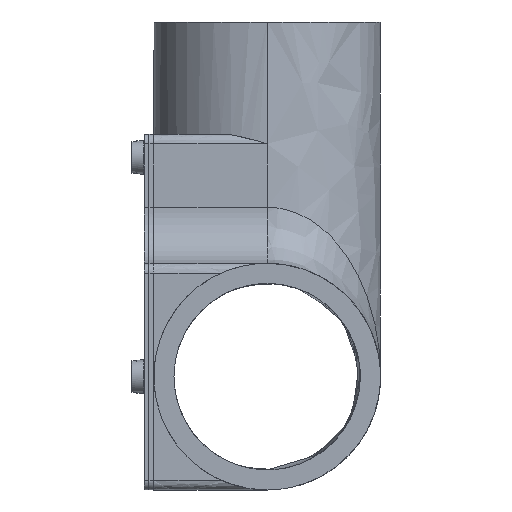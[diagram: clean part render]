
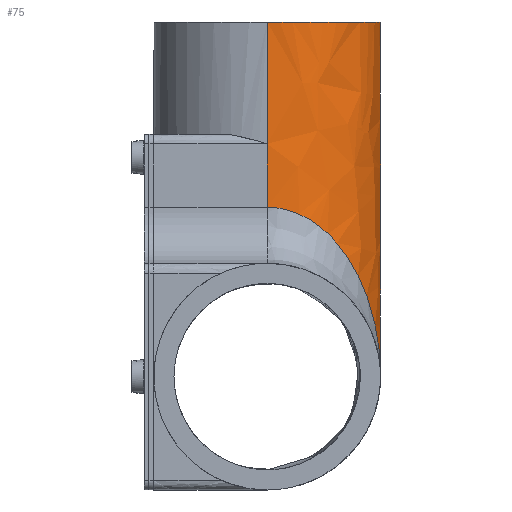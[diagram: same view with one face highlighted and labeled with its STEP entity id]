
A CAD part, left-side view. The second image highlights one B-rep face of the part: STEP entity #75.
In plain terms, the highlighted free-form (B-spline) face has degree [2, 1] with [9, 2] control points.
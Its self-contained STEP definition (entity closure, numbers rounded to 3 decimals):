
#75=ADVANCED_FACE('',(#233),#2446,.T.);
#233=FACE_OUTER_BOUND('',#394,.T.);
#394=EDGE_LOOP('',(#715,#716,#717,#718,#719,#720,#721));
#715=ORIENTED_EDGE('',*,*,#1401,.T.);
#716=ORIENTED_EDGE('',*,*,#1417,.F.);
#717=ORIENTED_EDGE('',*,*,#1419,.F.);
#718=ORIENTED_EDGE('',*,*,#1475,.T.);
#719=ORIENTED_EDGE('',*,*,#1463,.T.);
#720=ORIENTED_EDGE('',*,*,#1418,.F.);
#721=ORIENTED_EDGE('',*,*,#1420,.F.);
#1401=EDGE_CURVE('',#2188,#2135,#1965,.T.);
#1417=EDGE_CURVE('',#2185,#2135,#1974,.T.);
#1418=EDGE_CURVE('',#2184,#2186,#1763,.T.);
#1419=EDGE_CURVE('',#2187,#2185,#1764,.T.);
#1420=EDGE_CURVE('',#2188,#2184,#1975,.T.);
#1463=EDGE_CURVE('',#2177,#2186,#1985,.T.);
#1475=EDGE_CURVE('',#2187,#2177,#1995,.T.);
#1763=B_SPLINE_CURVE_WITH_KNOTS('',1,(#4698,#4699),.UNSPECIFIED.,.F.,.F.,
(2,2),(-13.,0.),.UNSPECIFIED.);
#1764=B_SPLINE_CURVE_WITH_KNOTS('',1,(#4700,#4701),.UNSPECIFIED.,.F.,.F.,
(2,2),(0.,13.),.UNSPECIFIED.);
#1965=(
BOUNDED_CURVE()
B_SPLINE_CURVE(2,(#4601,#4602,#4603,#4604,#4605),.UNSPECIFIED.,.F.,.F.)
B_SPLINE_CURVE_WITH_KNOTS((3,2,3),(109.563,146.084,182.605),
 .UNSPECIFIED.)
CURVE()
GEOMETRIC_REPRESENTATION_ITEM()
RATIONAL_B_SPLINE_CURVE((1.,0.707,1.,0.707,1.))
REPRESENTATION_ITEM('')
);
#1974=(
BOUNDED_CURVE()
B_SPLINE_CURVE(1,(#4696,#4697),.UNSPECIFIED.,.F.,.F.)
B_SPLINE_CURVE_WITH_KNOTS((2,2),(-24.,-3.31),.UNSPECIFIED.)
CURVE()
GEOMETRIC_REPRESENTATION_ITEM()
RATIONAL_B_SPLINE_CURVE((1.,1.))
REPRESENTATION_ITEM('')
);
#1975=(
BOUNDED_CURVE()
B_SPLINE_CURVE(1,(#4702,#4703),.UNSPECIFIED.,.F.,.F.)
B_SPLINE_CURVE_WITH_KNOTS((2,2),(3.31,24.),.UNSPECIFIED.)
CURVE()
GEOMETRIC_REPRESENTATION_ITEM()
RATIONAL_B_SPLINE_CURVE((1.,1.))
REPRESENTATION_ITEM('')
);
#1985=(
BOUNDED_CURVE()
B_SPLINE_CURVE(3,(#4917,#4918,#4919,#4920,#4921,#4922,#4923,#4924,#4925,
#4926,#4927,#4928,#4929,#4930,#4931,#4932,#4933,#4934,#4935,#4936,#4937,
#4938,#4939,#4940,#4941,#4942),.UNSPECIFIED.,.F.,.F.)
B_SPLINE_CURVE_WITH_KNOTS((4,2,2,2,2,2,2,2,2,2,2,2,4),(0.,6.522,
13.045,19.567,26.09,29.351,32.612,
35.874,39.135,42.396,45.657,48.919,
52.18),.UNSPECIFIED.)
CURVE()
GEOMETRIC_REPRESENTATION_ITEM()
RATIONAL_B_SPLINE_CURVE((1.,1.,1.,1.,1.,1.,1.,1.,1.,1.,1.,1.,1.,1.,1.,1.,
1.,1.,1.,1.,1.,1.,1.,1.,1.,1.))
REPRESENTATION_ITEM('')
);
#1995=(
BOUNDED_CURVE()
B_SPLINE_CURVE(3,(#5020,#5021,#5022,#5023,#5024,#5025,#5026,#5027,#5028,
#5029,#5030,#5031,#5032,#5033,#5034,#5035,#5036,#5037,#5038,#5039,#5040,
#5041,#5042,#5043,#5044,#5045),.UNSPECIFIED.,.F.,.F.)
B_SPLINE_CURVE_WITH_KNOTS((4,2,2,2,2,2,2,2,2,2,2,2,4),(-52.18,
-48.919,-45.657,-42.396,-39.135,-35.874,
-32.612,-29.351,-26.09,-19.567,
-13.045,-6.522,0.),.UNSPECIFIED.)
CURVE()
GEOMETRIC_REPRESENTATION_ITEM()
RATIONAL_B_SPLINE_CURVE((1.,1.,1.,1.,1.,1.,1.,1.,1.,1.,1.,1.,1.,1.,1.,1.,
1.,1.,1.,1.,1.,1.,1.,1.,1.,1.))
REPRESENTATION_ITEM('')
);
#2135=VERTEX_POINT('',#3806);
#2177=VERTEX_POINT('',#3848);
#2184=VERTEX_POINT('',#3855);
#2185=VERTEX_POINT('',#3856);
#2186=VERTEX_POINT('',#3857);
#2187=VERTEX_POINT('',#3858);
#2188=VERTEX_POINT('',#3859);
#2446=(
BOUNDED_SURFACE()
B_SPLINE_SURFACE(2,1,((#3399,#3400),(#3401,#3402),(#3403,#3404),(#3405,
#3406),(#3407,#3408),(#3409,#3410),(#3411,#3412),(#3413,#3414),(#3415,#3416)),
 .UNSPECIFIED.,.T.,.F.,.F.)
B_SPLINE_SURFACE_WITH_KNOTS((3,2,2,2,3),(2,2),(0.,36.521,73.042,
109.563,146.084),(0.,86.102),.UNSPECIFIED.)
GEOMETRIC_REPRESENTATION_ITEM()
RATIONAL_B_SPLINE_SURFACE(((1.,1.),(0.707,0.707),
(1.,1.),(0.707,0.707),(1.,1.),(0.707,
0.707),(1.,1.),(0.707,0.707),(1.,1.)))
REPRESENTATION_ITEM('')
SURFACE()
);
#3399=CARTESIAN_POINT('',(-78.,23.25,98.051));
#3400=CARTESIAN_POINT('',(-78.,23.25,11.949));
#3401=CARTESIAN_POINT('',(-54.75,23.25,98.051));
#3402=CARTESIAN_POINT('',(-54.75,23.25,11.949));
#3403=CARTESIAN_POINT('',(-54.75,0.,98.051));
#3404=CARTESIAN_POINT('',(-54.75,0.,11.949));
#3405=CARTESIAN_POINT('',(-54.75,-23.25,98.051));
#3406=CARTESIAN_POINT('',(-54.75,-23.25,11.949));
#3407=CARTESIAN_POINT('',(-78.,-23.25,98.051));
#3408=CARTESIAN_POINT('',(-78.,-23.25,11.949));
#3409=CARTESIAN_POINT('',(-101.25,-23.25,98.051));
#3410=CARTESIAN_POINT('',(-101.25,-23.25,11.949));
#3411=CARTESIAN_POINT('',(-101.25,0.,98.051));
#3412=CARTESIAN_POINT('',(-101.25,0.,11.949));
#3413=CARTESIAN_POINT('',(-101.25,23.25,98.051));
#3414=CARTESIAN_POINT('',(-101.25,23.25,11.949));
#3415=CARTESIAN_POINT('',(-78.,23.25,98.051));
#3416=CARTESIAN_POINT('',(-78.,23.25,11.949));
#3806=CARTESIAN_POINT('',(-101.25,0.,91.875));
#3848=CARTESIAN_POINT('',(-78.,-23.25,19.125));
#3855=CARTESIAN_POINT('',(-54.75,0.,66.875));
#3856=CARTESIAN_POINT('',(-101.25,0.,66.875));
#3857=CARTESIAN_POINT('',(-54.75,0.,53.875));
#3858=CARTESIAN_POINT('',(-101.25,0.,53.875));
#3859=CARTESIAN_POINT('',(-54.75,0.,91.875));
#4601=CARTESIAN_POINT('',(-54.75,0.,91.875));
#4602=CARTESIAN_POINT('',(-54.75,-23.25,91.875));
#4603=CARTESIAN_POINT('',(-78.,-23.25,91.875));
#4604=CARTESIAN_POINT('',(-101.25,-23.25,91.875));
#4605=CARTESIAN_POINT('',(-101.25,0.,91.875));
#4696=CARTESIAN_POINT('',(-101.25,0.,66.875));
#4697=CARTESIAN_POINT('',(-101.25,0.,91.875));
#4698=CARTESIAN_POINT('',(-54.75,0.,66.875));
#4699=CARTESIAN_POINT('',(-54.75,0.,53.875));
#4700=CARTESIAN_POINT('',(-101.25,0.,53.875));
#4701=CARTESIAN_POINT('',(-101.25,0.,66.875));
#4702=CARTESIAN_POINT('',(-54.75,0.,91.875));
#4703=CARTESIAN_POINT('',(-54.75,0.,66.875));
#4917=CARTESIAN_POINT('',(-78.,-23.25,19.125));
#4918=CARTESIAN_POINT('',(-76.478,-23.25,21.399));
#4919=CARTESIAN_POINT('',(-74.957,-23.1,23.674));
#4920=CARTESIAN_POINT('',(-71.972,-22.506,28.135));
#4921=CARTESIAN_POINT('',(-70.508,-22.063,30.322));
#4922=CARTESIAN_POINT('',(-67.697,-20.898,34.525));
#4923=CARTESIAN_POINT('',(-66.348,-20.177,36.54));
#4924=CARTESIAN_POINT('',(-63.818,-18.486,40.322));
#4925=CARTESIAN_POINT('',(-62.636,-17.516,42.089));
#4926=CARTESIAN_POINT('',(-61.022,-15.902,44.501));
#4927=CARTESIAN_POINT('',(-60.51,-15.338,45.266));
#4928=CARTESIAN_POINT('',(-59.545,-14.161,46.709));
#4929=CARTESIAN_POINT('',(-59.091,-13.55,47.387));
#4930=CARTESIAN_POINT('',(-58.246,-12.284,48.65));
#4931=CARTESIAN_POINT('',(-57.854,-11.631,49.236));
#4932=CARTESIAN_POINT('',(-57.137,-10.289,50.308));
#4933=CARTESIAN_POINT('',(-56.811,-9.6,50.795));
#4934=CARTESIAN_POINT('',(-56.229,-8.194,51.665));
#4935=CARTESIAN_POINT('',(-55.972,-7.477,52.049));
#4936=CARTESIAN_POINT('',(-55.53,-6.021,52.709));
#4937=CARTESIAN_POINT('',(-55.345,-5.282,52.985));
#4938=CARTESIAN_POINT('',(-55.048,-3.79,53.429));
#4939=CARTESIAN_POINT('',(-54.937,-3.036,53.596));
#4940=CARTESIAN_POINT('',(-54.787,-1.522,53.819));
#4941=CARTESIAN_POINT('',(-54.75,-0.761,53.875));
#4942=CARTESIAN_POINT('',(-54.75,0.,53.875));
#5020=CARTESIAN_POINT('',(-101.25,0.,53.875));
#5021=CARTESIAN_POINT('',(-101.25,-0.761,53.875));
#5022=CARTESIAN_POINT('',(-101.213,-1.522,53.819));
#5023=CARTESIAN_POINT('',(-101.063,-3.036,53.596));
#5024=CARTESIAN_POINT('',(-100.952,-3.79,53.429));
#5025=CARTESIAN_POINT('',(-100.655,-5.282,52.985));
#5026=CARTESIAN_POINT('',(-100.47,-6.021,52.709));
#5027=CARTESIAN_POINT('',(-100.028,-7.477,52.049));
#5028=CARTESIAN_POINT('',(-99.771,-8.194,51.665));
#5029=CARTESIAN_POINT('',(-99.189,-9.6,50.795));
#5030=CARTESIAN_POINT('',(-98.863,-10.289,50.308));
#5031=CARTESIAN_POINT('',(-98.146,-11.631,49.236));
#5032=CARTESIAN_POINT('',(-97.754,-12.284,48.65));
#5033=CARTESIAN_POINT('',(-96.909,-13.55,47.387));
#5034=CARTESIAN_POINT('',(-96.455,-14.161,46.709));
#5035=CARTESIAN_POINT('',(-95.49,-15.338,45.266));
#5036=CARTESIAN_POINT('',(-94.978,-15.902,44.501));
#5037=CARTESIAN_POINT('',(-93.364,-17.516,42.089));
#5038=CARTESIAN_POINT('',(-92.182,-18.486,40.322));
#5039=CARTESIAN_POINT('',(-89.652,-20.177,36.54));
#5040=CARTESIAN_POINT('',(-88.303,-20.898,34.525));
#5041=CARTESIAN_POINT('',(-85.492,-22.063,30.322));
#5042=CARTESIAN_POINT('',(-84.028,-22.506,28.135));
#5043=CARTESIAN_POINT('',(-81.043,-23.1,23.674));
#5044=CARTESIAN_POINT('',(-79.522,-23.25,21.399));
#5045=CARTESIAN_POINT('',(-78.,-23.25,19.125));
